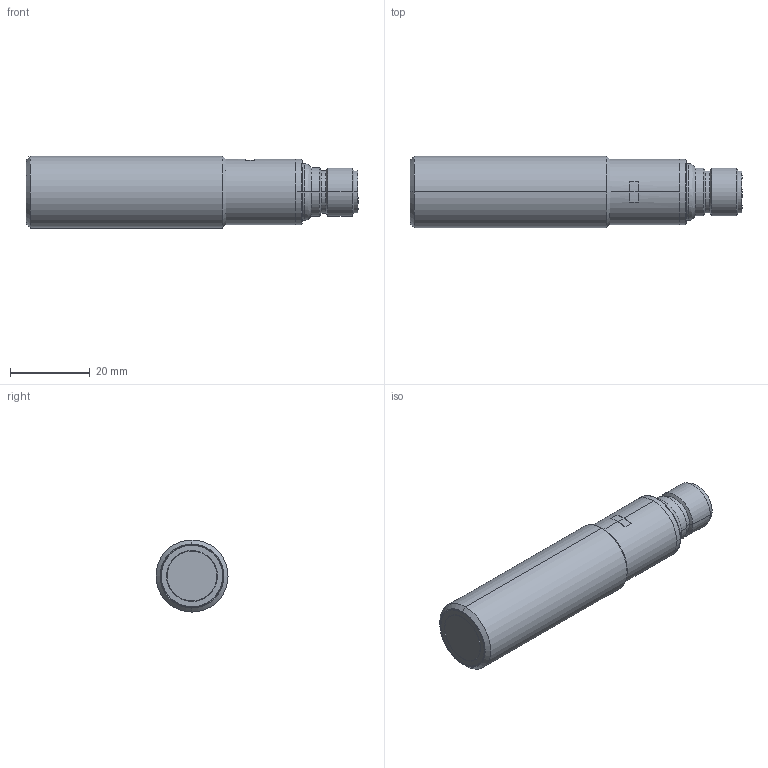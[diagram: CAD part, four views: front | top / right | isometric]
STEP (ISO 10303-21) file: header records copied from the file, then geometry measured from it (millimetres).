
FILE_DESCRIPTION (( 'STEP AP214' ), '1' );
FILE_NAME ('FFIZ-BN-1E.step', '2018-04-12T20:13:00', ( '' ), ( '' ), 'SwSTEP 2.0', 'SolidWorks 2017', '' );
FILE_SCHEMA (( 'AUTOMOTIVE_DESIGN' ));
Length unit declared in the file: inch
Products named in the file (1): FFIZ-BN-1E
Bounding box: 83 x 18 x 18 mm (x, y, z)
Volume: 17711.8 mm3; surface area: 6753.5 mm2
Topology: 5 solids, 5 shells, 118 faces, 268 edges, 160 vertices
Faces by surface type: cylinder 48, cone 31, plane 21, bspline 18
Entity records: 5453 total; most frequent: CARTESIAN_POINT 1175, DIRECTION 615, ORIENTED_EDGE 520, AXIS2_PLACEMENT_3D 264, EDGE_CURVE 260, CIRCLE 163, VERTEX_POINT 160, EDGE_LOOP 130
